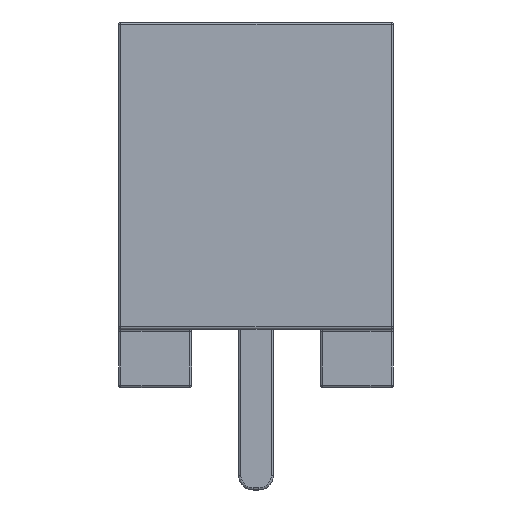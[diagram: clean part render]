
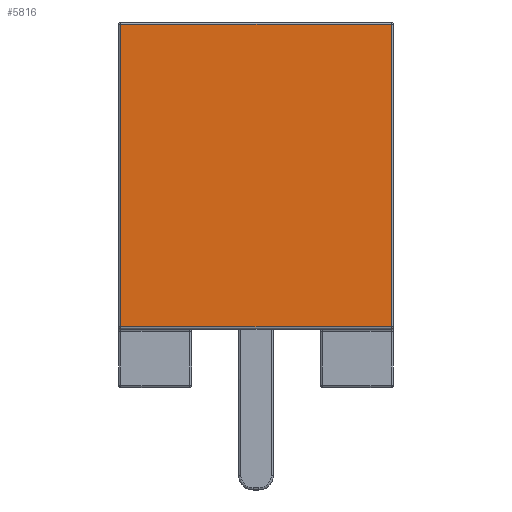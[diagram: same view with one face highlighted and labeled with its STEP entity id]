
A CAD part, left-side view. The second image highlights one B-rep face of the part: STEP entity #5816.
In plain terms, the highlighted planar face has unit normal (-1, 0, 0).
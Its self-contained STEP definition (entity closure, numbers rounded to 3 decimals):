
#73 = EDGE_CURVE ( 'NONE', #5891, #7787, #1551, .T. ) ;
#547 = DIRECTION ( 'NONE',  ( 0., -1., 0. ) ) ;
#946 = EDGE_CURVE ( 'NONE', #13522, #13917, #5659, .T. ) ;
#1042 = LINE ( 'NONE', #5933, #4138 ) ;
#1087 = DIRECTION ( 'NONE',  ( 1., 0., 0. ) ) ;
#1551 = LINE ( 'NONE', #6712, #13620 ) ;
#1604 = EDGE_LOOP ( 'NONE', ( #6311, #12583, #11942, #7843 ) ) ;
#2285 = EDGE_CURVE ( 'NONE', #7787, #13522, #9815, .T. ) ;
#3279 = DIRECTION ( 'NONE',  ( 0., 0., 1. ) ) ;
#4138 = VECTOR ( 'NONE', #12995, 1000. ) ;
#5539 = AXIS2_PLACEMENT_3D ( 'NONE', #8111, #1087, #9281 ) ;
#5659 = LINE ( 'NONE', #6350, #8455 ) ;
#5816 = ADVANCED_FACE ( 'NONE', ( #13449 ), #10421, .F. ) ;
#5891 = VERTEX_POINT ( 'NONE', #14014 ) ;
#5933 = CARTESIAN_POINT ( 'NONE',  ( -12.2, -4.62, 12.5 ) ) ;
#6311 = ORIENTED_EDGE ( 'NONE', *, *, #8484, .F. ) ;
#6350 = CARTESIAN_POINT ( 'NONE',  ( -12.2, 4.7, 12.42 ) ) ;
#6712 = CARTESIAN_POINT ( 'NONE',  ( -12.2, 4.7, 2.08 ) ) ;
#7568 = CARTESIAN_POINT ( 'NONE',  ( -12.2, 4.62, 2.08 ) ) ;
#7787 = VERTEX_POINT ( 'NONE', #7568 ) ;
#7843 = ORIENTED_EDGE ( 'NONE', *, *, #73, .F. ) ;
#8111 = CARTESIAN_POINT ( 'NONE',  ( -12.2, 4.7, 12.5 ) ) ;
#8455 = VECTOR ( 'NONE', #547, 1000. ) ;
#8484 = EDGE_CURVE ( 'NONE', #13917, #5891, #1042, .T. ) ;
#9040 = DIRECTION ( 'NONE',  ( 0., 1., 0. ) ) ;
#9281 = DIRECTION ( 'NONE',  ( 0., 0., -1. ) ) ;
#9815 = LINE ( 'NONE', #15074, #10037 ) ;
#10037 = VECTOR ( 'NONE', #3279, 1000. ) ;
#10421 = PLANE ( 'NONE',  #5539 ) ;
#11942 = ORIENTED_EDGE ( 'NONE', *, *, #2285, .F. ) ;
#12378 = CARTESIAN_POINT ( 'NONE',  ( -12.2, 4.62, 12.42 ) ) ;
#12583 = ORIENTED_EDGE ( 'NONE', *, *, #946, .F. ) ;
#12995 = DIRECTION ( 'NONE',  ( 0., 0., -1. ) ) ;
#13449 = FACE_OUTER_BOUND ( 'NONE', #1604, .T. ) ;
#13522 = VERTEX_POINT ( 'NONE', #12378 ) ;
#13620 = VECTOR ( 'NONE', #9040, 1000. ) ;
#13917 = VERTEX_POINT ( 'NONE', #14771 ) ;
#14014 = CARTESIAN_POINT ( 'NONE',  ( -12.2, -4.62, 2.08 ) ) ;
#14771 = CARTESIAN_POINT ( 'NONE',  ( -12.2, -4.62, 12.42 ) ) ;
#15074 = CARTESIAN_POINT ( 'NONE',  ( -12.2, 4.62, 12.5 ) ) ;
